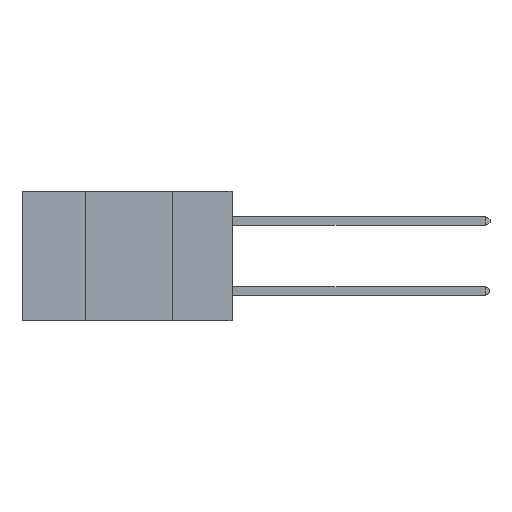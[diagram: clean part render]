
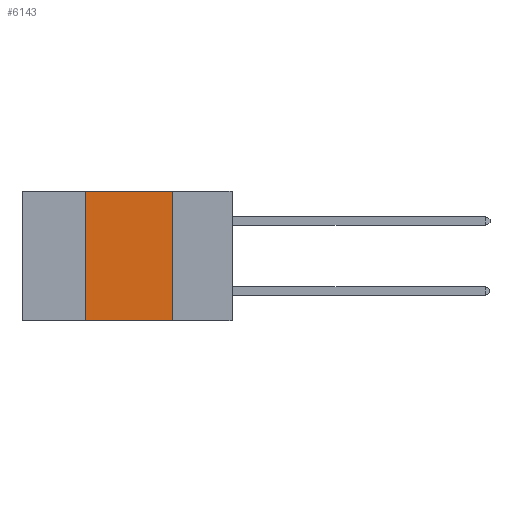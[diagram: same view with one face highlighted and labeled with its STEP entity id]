
A CAD part, left-side view. The second image highlights one B-rep face of the part: STEP entity #6143.
In plain terms, the highlighted planar face has unit normal (-1, 0, 0).
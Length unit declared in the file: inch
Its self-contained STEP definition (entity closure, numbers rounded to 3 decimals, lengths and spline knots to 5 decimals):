
#119 = CARTESIAN_POINT ( 'NONE',  ( 0., 0.6, 0. ) ) ;
#245 = DIRECTION ( 'NONE',  ( 0., 0., -1. ) ) ;
#970 = EDGE_CURVE ( 'NONE', #11141, #2516, #4807, .T. ) ;
#1353 = CARTESIAN_POINT ( 'NONE',  ( 0., 0.6, -0.37 ) ) ;
#1674 = CARTESIAN_POINT ( 'NONE',  ( 0., 0.17, -0.37 ) ) ;
#1931 = EDGE_LOOP ( 'NONE', ( #8695, #8665, #12669, #15547 ) ) ;
#2516 = VERTEX_POINT ( 'NONE', #9549 ) ;
#2682 = DIRECTION ( 'NONE',  ( 0., 0., 1. ) ) ;
#2898 = VECTOR ( 'NONE', #245, 39.37008 ) ;
#3146 = VERTEX_POINT ( 'NONE', #1674 ) ;
#3588 = VECTOR ( 'NONE', #10131, 39.37008 ) ;
#4699 = CARTESIAN_POINT ( 'NONE',  ( 0., 0.17, 0. ) ) ;
#4807 = LINE ( 'NONE', #7834, #8213 ) ;
#5925 = VERTEX_POINT ( 'NONE', #4699 ) ;
#6143 = ADVANCED_FACE ( 'NONE', ( #8660 ), #12440, .F. ) ;
#6270 = LINE ( 'NONE', #15056, #2898 ) ;
#6367 = DIRECTION ( 'NONE',  ( 1., 0., 0. ) ) ;
#6970 = LINE ( 'NONE', #1353, #3588 ) ;
#7565 = CARTESIAN_POINT ( 'NONE',  ( 0., 0.6, 0. ) ) ;
#7834 = CARTESIAN_POINT ( 'NONE',  ( 0., 0.42, 0. ) ) ;
#8213 = VECTOR ( 'NONE', #2682, 39.37008 ) ;
#8660 = FACE_OUTER_BOUND ( 'NONE', #1931, .T. ) ;
#8665 = ORIENTED_EDGE ( 'NONE', *, *, #10667, .F. ) ;
#8695 = ORIENTED_EDGE ( 'NONE', *, *, #15928, .F. ) ;
#9549 = CARTESIAN_POINT ( 'NONE',  ( 0., 0.42, 0. ) ) ;
#10131 = DIRECTION ( 'NONE',  ( 0., -1., 0. ) ) ;
#10420 = VECTOR ( 'NONE', #13762, 39.37008 ) ;
#10667 = EDGE_CURVE ( 'NONE', #2516, #5925, #13551, .T. ) ;
#11141 = VERTEX_POINT ( 'NONE', #11737 ) ;
#11467 = AXIS2_PLACEMENT_3D ( 'NONE', #7565, #6367, #14825 ) ;
#11737 = CARTESIAN_POINT ( 'NONE',  ( 0., 0.42, -0.37 ) ) ;
#12440 = PLANE ( 'NONE',  #11467 ) ;
#12669 = ORIENTED_EDGE ( 'NONE', *, *, #970, .F. ) ;
#13551 = LINE ( 'NONE', #119, #10420 ) ;
#13762 = DIRECTION ( 'NONE',  ( 0., -1., 0. ) ) ;
#13860 = EDGE_CURVE ( 'NONE', #11141, #3146, #6970, .T. ) ;
#14825 = DIRECTION ( 'NONE',  ( 0., 0., -1. ) ) ;
#15056 = CARTESIAN_POINT ( 'NONE',  ( 0., 0.17, 0. ) ) ;
#15547 = ORIENTED_EDGE ( 'NONE', *, *, #13860, .T. ) ;
#15928 = EDGE_CURVE ( 'NONE', #5925, #3146, #6270, .T. ) ;
